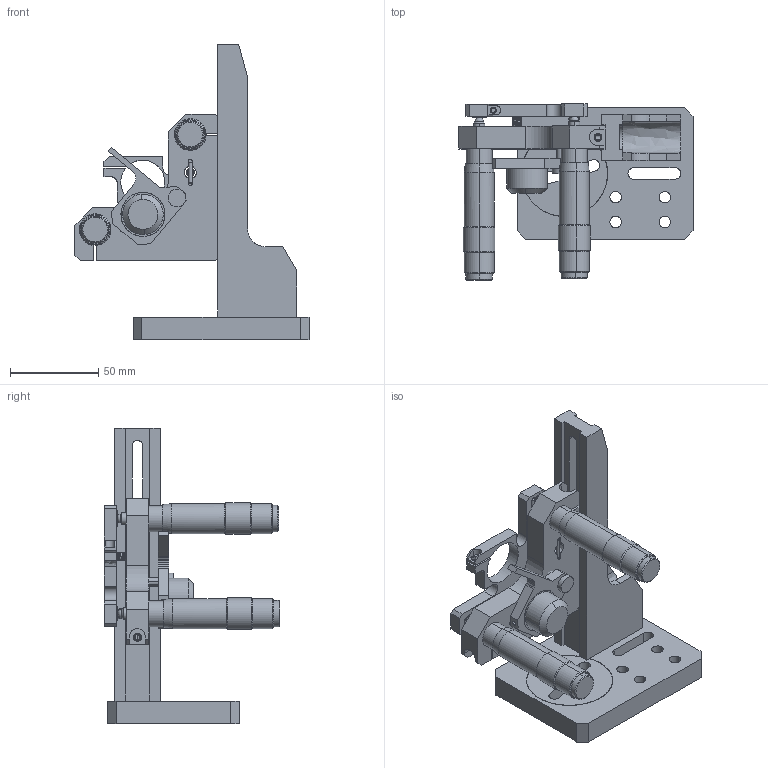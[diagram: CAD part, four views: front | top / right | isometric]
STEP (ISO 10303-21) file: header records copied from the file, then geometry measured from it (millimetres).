
FILE_DESCRIPTION(/* description */ (''),/* implementation_level */ '2;1');
FILE_NAME(/* name */ 'MMB-KVS',/* time_stamp */ '2021-08-20T19:05:47+03:00',/* author */ (''),/* organization */ (''),/* preprocessor_version */ 'ST-DEVELOPER v15',/* originating_system */ '',/* authorisation */ '');
FILE_SCHEMA (('AUTOMOTIVE_DESIGN'));
Length unit declared in the file: millimetre
Products named in the file (5): Document; MMB-KVS; MMB-KVS_Substitute_1; Block 01; Block 02
Assembly tree (4 placements, depth 4):
  Document
    MMB-KVS
      MMB-KVS_Substitute_1
        Block 01
        Block 02
Bounding box: 133 x 99.89 x 168 mm (x, y, z)
Volume: 225734 mm3; surface area: 89787.4 mm2
Topology: 29 solids, 43 shells, 612 faces, 1612 edges, 1045 vertices
Faces by surface type: bspline 612
Entity records: 72278 total; most frequent: CARTESIAN_POINT 52394, B_SPLINE_CURVE_WITH_KNOTS 3501, ORIENTED_EDGE 3100, PCURVE 3100, DEFINITIONAL_REPRESENTATION 3100, SURFACE_CURVE 1584, EDGE_CURVE 1584, VERTEX_POINT 1046
